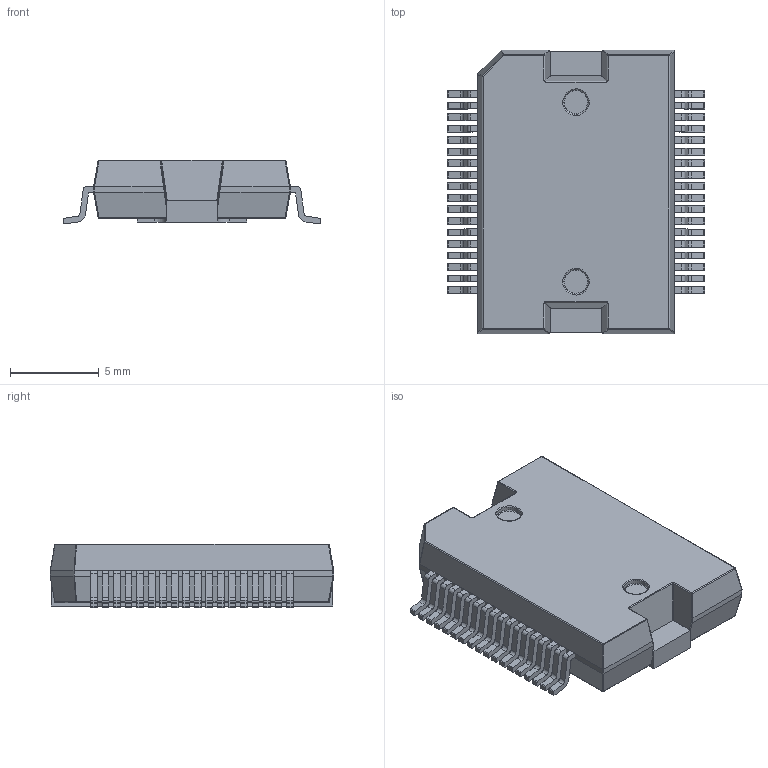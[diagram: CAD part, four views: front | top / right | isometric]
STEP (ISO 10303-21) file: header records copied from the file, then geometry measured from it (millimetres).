
FILE_DESCRIPTION(/* description */ (''),/* implementation_level */ '2;1');
FILE_NAME(/* name */ 'POWERS~1',/* time_stamp */ '2015-03-27T14:11:04+01:00',/* author */ (''),/* organization */ (''),/* preprocessor_version */ 'ST-DEVELOPER v14',/* originating_system */ '',/* authorisation */ '');
FILE_SCHEMA (('AUTOMOTIVE_DESIGN'));
Length unit declared in the file: millimetre
Products named in the file (1): Document
Bounding box: 14.5 x 16 x 3.6 mm (x, y, z)
Volume: 108.4 mm3; surface area: 913.4 mm2
Topology: 37 solids, 38 shells, 783 faces, 2028 edges, 1319 vertices
Faces by surface type: bspline 674, plane 109
Entity records: 25278 total; most frequent: CARTESIAN_POINT 14376, ORIENTED_EDGE 4029, EDGE_CURVE 2028, VERTEX_POINT 1319, EDGE_LOOP 792, ADVANCED_FACE 783, FACE_OUTER_BOUND 783, B_SPLINE_CURVE_WITH_KNOTS 305
